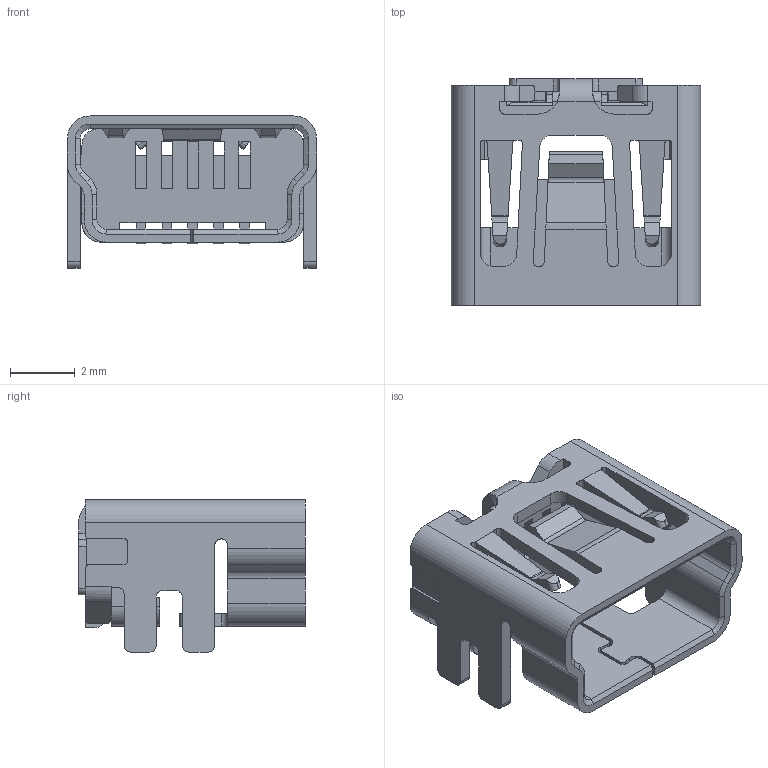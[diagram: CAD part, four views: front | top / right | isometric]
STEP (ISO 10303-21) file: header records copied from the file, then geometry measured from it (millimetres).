
FILE_DESCRIPTION(('OneSpaceDesigner STEP Export'),'2;1');
FILE_NAME('UX60SC-MB-5S8.stp','2007-09-02T15:12:11',(''),(''),'OneSpace Designer STEP processor for AP214 (Solid Model)','OneSpace Modeling 15.00A 14-Mar-2007 (C) CoCreate Software GmbH','');
FILE_SCHEMA(('AUTOMOTIVE_DESIGN { 1 0 10303 214 1 1 1 1 }'));
Length unit declared in the file: millimetre
Products named in the file (2): UX60SC-MB-5S8
Assembly tree (1 placements, depth 2):
  UX60SC-MB-5S8
    UX60SC-MB-5S8
Bounding box: 7.7 x 7 x 4.7 mm (x, y, z)
Volume: 62.8 mm3; surface area: 362.1 mm2
Topology: 1 solids, 1 shells, 496 faces, 1444 edges, 939 vertices
Faces by surface type: plane 331, cylinder 147, bspline 10, cone 8
Entity records: 17017 total; most frequent: CARTESIAN_POINT 3949, ORIENTED_EDGE 2888, DIRECTION 2564, EDGE_CURVE 1444, VECTOR 1060, LINE 1060, VERTEX_POINT 939, AXIS2_PLACEMENT_3D 752
